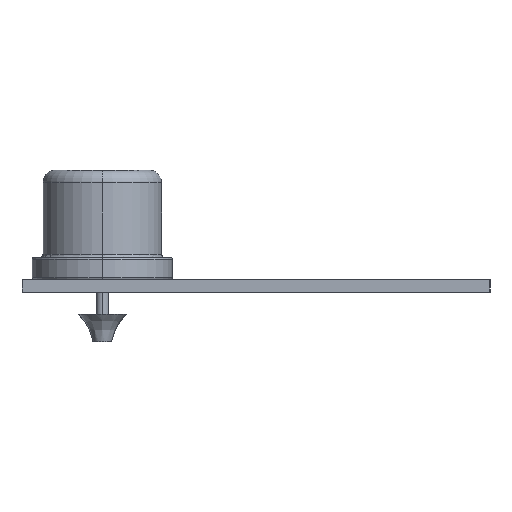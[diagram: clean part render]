
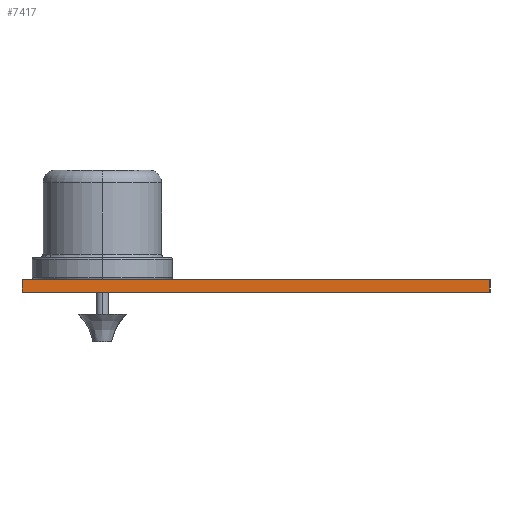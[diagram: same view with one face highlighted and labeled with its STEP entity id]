
A CAD part, left-side view. The second image highlights one B-rep face of the part: STEP entity #7417.
In plain terms, the highlighted planar face has unit normal (-1, 0, 0).
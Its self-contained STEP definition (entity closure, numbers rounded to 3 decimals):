
#80 = CARTESIAN_POINT ( 'NONE',  ( 0., 0., 0. ) ) ;
#314 = PLANE ( 'NONE',  #12451 ) ;
#766 = VECTOR ( 'NONE', #3285, 1000. ) ;
#1000 = LINE ( 'NONE', #3606, #6581 ) ;
#1405 = CARTESIAN_POINT ( 'NONE',  ( 0., 15., 0. ) ) ;
#1966 = CARTESIAN_POINT ( 'NONE',  ( 0., 0., 0. ) ) ;
#2446 = DIRECTION ( 'NONE',  ( 0., 0., -1. ) ) ;
#2726 = CARTESIAN_POINT ( 'NONE',  ( 0., 0., 0.411 ) ) ;
#3016 = DIRECTION ( 'NONE',  ( 0., 1., 0. ) ) ;
#3285 = DIRECTION ( 'NONE',  ( 0., -1., 0. ) ) ;
#3497 = ORIENTED_EDGE ( 'NONE', *, *, #4646, .F. ) ;
#3606 = CARTESIAN_POINT ( 'NONE',  ( 0., 15., 0. ) ) ;
#3966 = EDGE_CURVE ( 'NONE', #8047, #10679, #8831, .T. ) ;
#4646 = EDGE_CURVE ( 'NONE', #10679, #9292, #12255, .T. ) ;
#5455 = CARTESIAN_POINT ( 'NONE',  ( 0., 15., 0.411 ) ) ;
#5508 = CARTESIAN_POINT ( 'NONE',  ( 0., 0., 0. ) ) ;
#6023 = EDGE_LOOP ( 'NONE', ( #11040, #13093, #13171, #3497 ) ) ;
#6581 = VECTOR ( 'NONE', #8767, 1000. ) ;
#6780 = VERTEX_POINT ( 'NONE', #8244 ) ;
#7417 = ADVANCED_FACE ( 'NONE', ( #10218 ), #314, .F. ) ;
#8047 = VERTEX_POINT ( 'NONE', #5455 ) ;
#8244 = CARTESIAN_POINT ( 'NONE',  ( 0., 15., 0. ) ) ;
#8416 = EDGE_CURVE ( 'NONE', #9292, #6780, #9210, .T. ) ;
#8516 = DIRECTION ( 'NONE',  ( 0., 0., -1. ) ) ;
#8767 = DIRECTION ( 'NONE',  ( 0., 0., -1. ) ) ;
#8779 = DIRECTION ( 'NONE',  ( 1., 0., 0. ) ) ;
#8831 = LINE ( 'NONE', #9595, #766 ) ;
#8868 = VECTOR ( 'NONE', #3016, 1000. ) ;
#8958 = EDGE_CURVE ( 'NONE', #8047, #6780, #1000, .T. ) ;
#9210 = LINE ( 'NONE', #1966, #8868 ) ;
#9292 = VERTEX_POINT ( 'NONE', #5508 ) ;
#9458 = VECTOR ( 'NONE', #8516, 1000. ) ;
#9595 = CARTESIAN_POINT ( 'NONE',  ( 0., 15., 0.411 ) ) ;
#10218 = FACE_OUTER_BOUND ( 'NONE', #6023, .T. ) ;
#10679 = VERTEX_POINT ( 'NONE', #2726 ) ;
#11040 = ORIENTED_EDGE ( 'NONE', *, *, #3966, .F. ) ;
#12255 = LINE ( 'NONE', #80, #9458 ) ;
#12451 = AXIS2_PLACEMENT_3D ( 'NONE', #1405, #8779, #2446 ) ;
#13093 = ORIENTED_EDGE ( 'NONE', *, *, #8958, .T. ) ;
#13171 = ORIENTED_EDGE ( 'NONE', *, *, #8416, .F. ) ;
